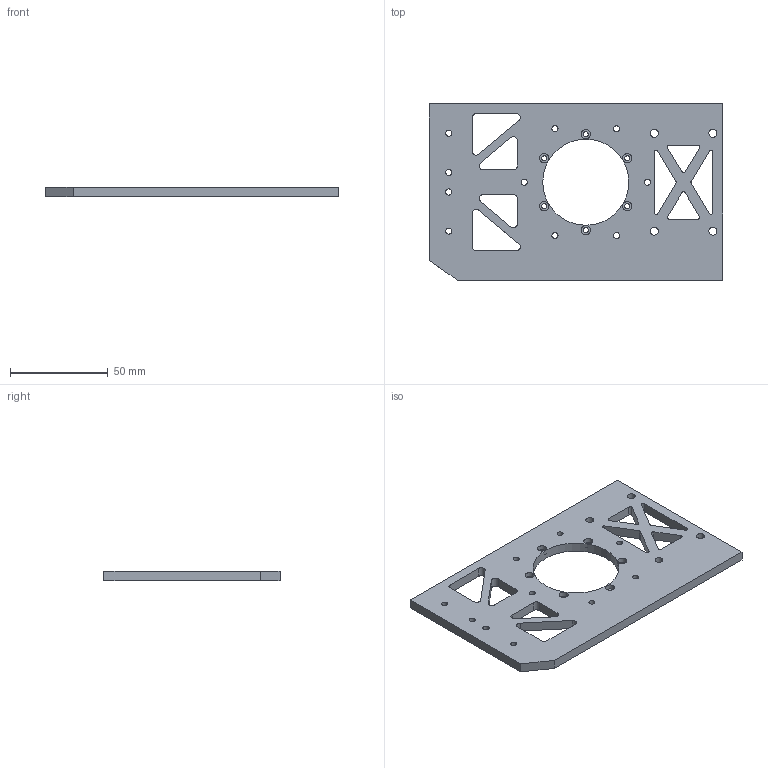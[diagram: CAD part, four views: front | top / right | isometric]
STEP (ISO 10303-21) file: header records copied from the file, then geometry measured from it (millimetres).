
FILE_DESCRIPTION (( 'STEP AP214' ), '1' );
FILE_NAME ('L-4310固定板1 （注意有六个沉孔）.STEP', '2023-04-09T14:29:23', ( '' ), ( '' ), 'SwSTEP 2.0', 'SolidWorks 2022', '' );
FILE_SCHEMA (( 'AUTOMOTIVE_DESIGN' ));
Length unit declared in the file: millimetre
Products named in the file (1): L-4310固定板1 （注意有六个沉孔）
Bounding box: 150 x 90 x 5 mm (x, y, z)
Volume: 49820.7 mm3; surface area: 26748.2 mm2
Topology: 1 solids, 1 shells, 120 faces, 336 edges, 224 vertices
Faces by surface type: cylinder 83, plane 37
Entity records: 4096 total; most frequent: DIRECTION 744, CARTESIAN_POINT 681, ORIENTED_EDGE 672, EDGE_CURVE 336, AXIS2_PLACEMENT_3D 287, VERTEX_POINT 224, EDGE_LOOP 184, LINE 170
